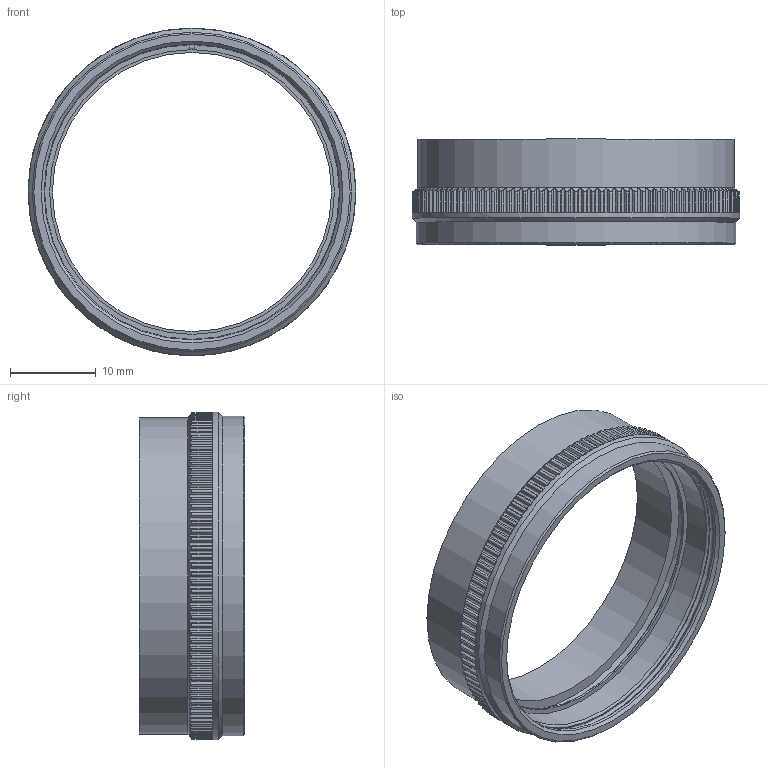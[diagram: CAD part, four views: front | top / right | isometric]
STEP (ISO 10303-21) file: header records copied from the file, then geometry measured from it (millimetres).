
FILE_DESCRIPTION(/* description */ (''),/* implementation_level */ '2;1');
FILE_NAME(/* name */ 'Alex''s Files/CAD Files/Mineral Glass Keeper Bezel v1.step',/* time_stamp */ '2019-03-28T19:10:21-04:00',/* author */ ('alexandermcalpine'),/* organization */ (''),/* preprocessor_version */ 'ST-DEVELOPER v17.2',/* originating_system */ 'Autodesk Translation Framework v7.6.0.251',/* authorisation */ '');
FILE_SCHEMA (('AUTOMOTIVE_DESIGN { 1 0 10303 214 3 1 1 }'));
Length unit declared in the file: millimetre
Products named in the file (1): Mineral Glass Keeper Bezel
Bounding box: 38.1 x 12.27 x 38.1 mm (x, y, z)
Volume: 2396.9 mm3; surface area: 3703.5 mm2
Topology: 1 solids, 1 shells, 496 faces, 1474 edges, 986 vertices
Faces by surface type: plane 245, cylinder 241, cone 6, torus 3, bspline 1
Full cylindrical faces by diameter (mm): 32.461 x1, 33.122 x1, 34.29 x1, 36.779 x1, 37.16 x1, 38.1 x1
Entity records: 20948 total; most frequent: CARTESIAN_POINT 7551, ORIENTED_EDGE 2948, DIRECTION 2746, EDGE_CURVE 1474, AXIS2_PLACEMENT_3D 1012, VERTEX_POINT 986, LINE 722, VECTOR 722
